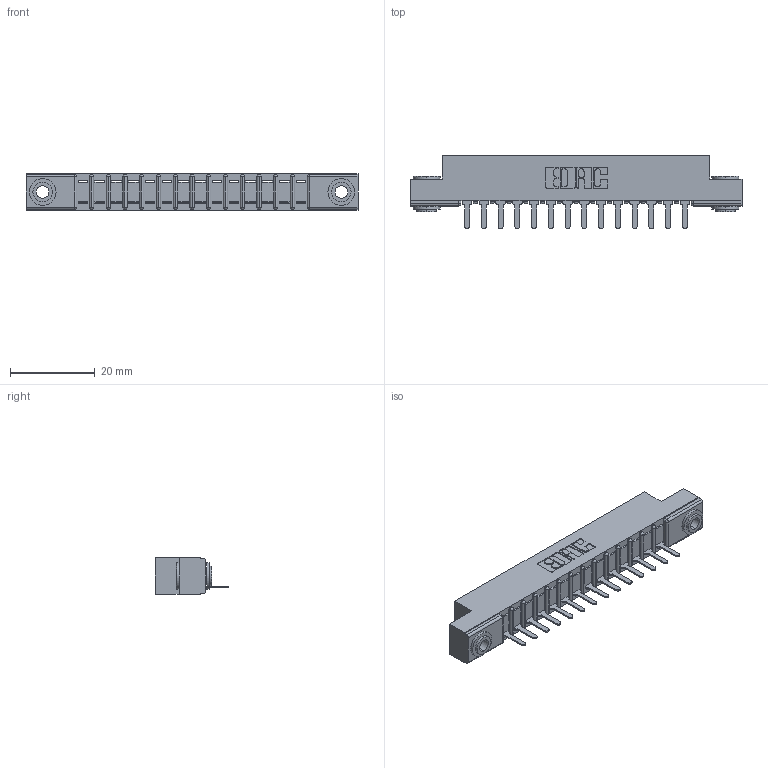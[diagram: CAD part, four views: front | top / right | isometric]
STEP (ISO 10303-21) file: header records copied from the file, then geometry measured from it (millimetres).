
FILE_DESCRIPTION (( 'STEP AP203' ), '1' );
FILE_NAME ('357-014-525-103.STEP', '2019-09-13T20:29:40', ( '' ), ( '' ), 'SwSTEP 2.0', 'SolidWorks 2016', '' );
FILE_SCHEMA (( 'CONFIG_CONTROL_DESIGN' ));
Length unit declared in the file: inch
Products named in the file (4): 345-250-002_345-250-002-102; 357-014-525-103; 307 Part_.156 Dia Mounting Holes; 307-290-001_525
Assembly tree (17 placements, depth 2):
  357-014-525-103
    307 Part_.156 Dia Mounting Holes
    307-290-001_525  x14
    345-250-002_345-250-002-102  x2
Bounding box: 78.49 x 17.42 x 8.71 mm (x, y, z)
Volume: 4965.7 mm3; surface area: 7572.8 mm2
Topology: 17 solids, 17 shells, 969 faces, 2703 edges, 1738 vertices
Faces by surface type: plane 612, cylinder 319, sphere 30, cone 8
Entity records: 16487 total; most frequent: CARTESIAN_POINT 2745, ORIENTED_EDGE 2722, DIRECTION 2701, EDGE_CURVE 1361, VECTOR 1025, LINE 1025, VERTEX_POINT 882, AXIS2_PLACEMENT_3D 838
